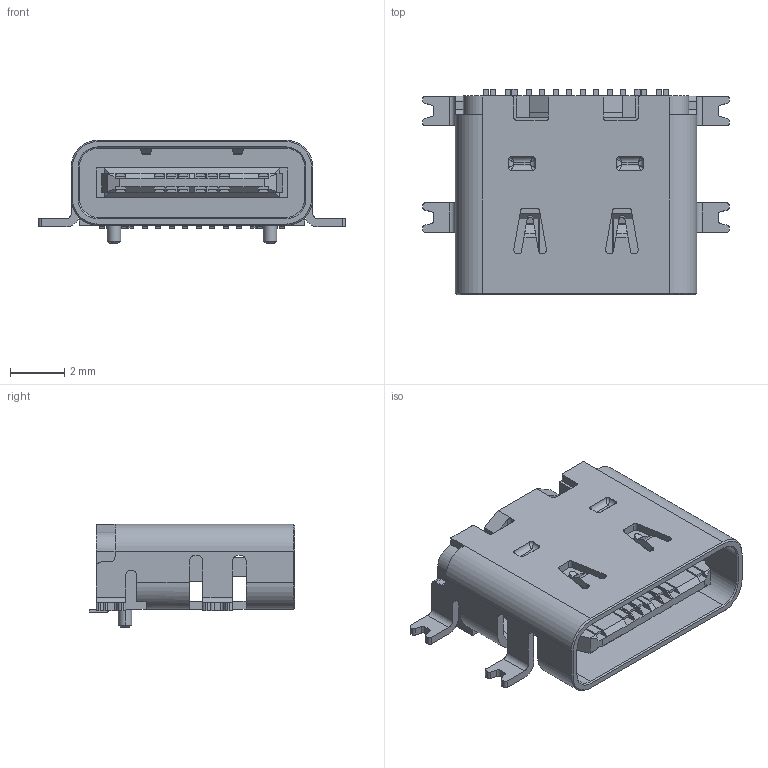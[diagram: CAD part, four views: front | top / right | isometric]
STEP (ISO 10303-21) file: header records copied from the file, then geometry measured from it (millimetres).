
FILE_DESCRIPTION (( 'STEP AP214' ), '1' );
FILE_NAME ('TYPE-C-16PIN-SMD-QT.STEP', '2025-06-30T09:42:25', ( '' ), ( '' ), 'SwSTEP 2.0', 'SolidWorks 2025', '' );
FILE_SCHEMA (( 'AUTOMOTIVE_DESIGN' ));
Length unit declared in the file: millimetre
Products named in the file (1): TYPE-C-16PIN-SMD-QT
Bounding box: 11.34 x 7.6 x 3.84 mm (x, y, z)
Volume: 112 mm3; surface area: 478.9 mm2
Topology: 20 solids, 20 shells, 629 faces, 1633 edges, 1032 vertices
Faces by surface type: plane 469, cylinder 132, bspline 16, cone 12
Entity records: 23680 total; most frequent: CARTESIAN_POINT 4053, ORIENTED_EDGE 3234, DIRECTION 3007, EDGE_CURVE 1617, VECTOR 1323, LINE 1323, VERTEX_POINT 1032, AXIS2_PLACEMENT_3D 842
